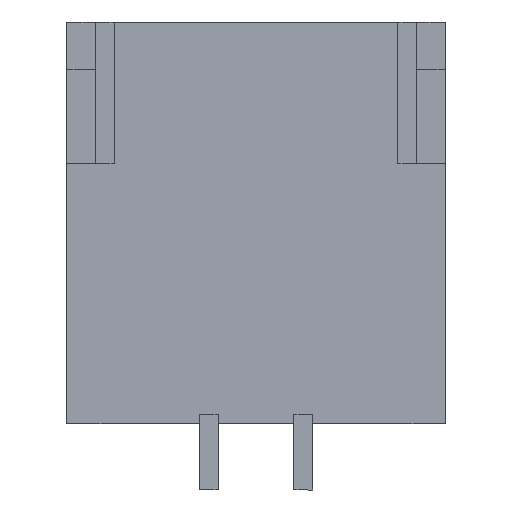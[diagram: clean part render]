
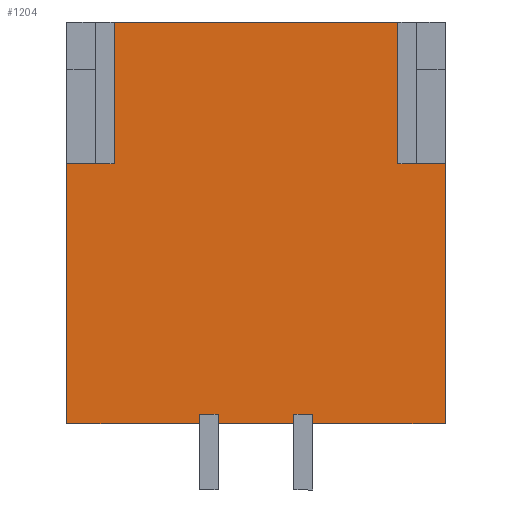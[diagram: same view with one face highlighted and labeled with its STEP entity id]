
A CAD part, front view. The second image highlights one B-rep face of the part: STEP entity #1204.
In plain terms, the highlighted planar face has unit normal (0, -1, 0).
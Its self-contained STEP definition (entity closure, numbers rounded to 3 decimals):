
#3 = CARTESIAN_POINT ( 'NONE',  ( -1.5, 0.355, 3.895 ) ) ;
#18 = VECTOR ( 'NONE', #166, 1000. ) ;
#22 = VERTEX_POINT ( 'NONE', #2650 ) ;
#100 = DIRECTION ( 'NONE',  ( -1., 0., 0. ) ) ;
#150 = DIRECTION ( 'NONE',  ( 0., 0., -1. ) ) ;
#166 = DIRECTION ( 'NONE',  ( 1., 0., 0. ) ) ;
#170 = ORIENTED_EDGE ( 'NONE', *, *, #804, .T. ) ;
#178 = EDGE_CURVE ( 'NONE', #894, #2656, #1778, .T. ) ;
#219 = ORIENTED_EDGE ( 'NONE', *, *, #1453, .F. ) ;
#228 = EDGE_CURVE ( 'NONE', #301, #2158, #624, .T. ) ;
#234 = DIRECTION ( 'NONE',  ( -1., 0., 0. ) ) ;
#240 = DIRECTION ( 'NONE',  ( -1., 0., 0. ) ) ;
#251 = LINE ( 'NONE', #1222, #1123 ) ;
#288 = EDGE_CURVE ( 'NONE', #301, #1247, #1655, .T. ) ;
#301 = VERTEX_POINT ( 'NONE', #2347 ) ;
#304 = LINE ( 'NONE', #683, #1749 ) ;
#325 = CARTESIAN_POINT ( 'NONE',  ( 1.5, 0.355, 3.895 ) ) ;
#331 = ORIENTED_EDGE ( 'NONE', *, *, #1285, .T. ) ;
#372 = EDGE_CURVE ( 'NONE', #926, #2656, #517, .T. ) ;
#376 = LINE ( 'NONE', #768, #668 ) ;
#404 = VECTOR ( 'NONE', #1869, 1000. ) ;
#423 = DIRECTION ( 'NONE',  ( -1., 0., 0. ) ) ;
#435 = VERTEX_POINT ( 'NONE', #1143 ) ;
#498 = ORIENTED_EDGE ( 'NONE', *, *, #2598, .F. ) ;
#517 = LINE ( 'NONE', #1340, #2303 ) ;
#559 = CARTESIAN_POINT ( 'NONE',  ( 1.5, 0.355, 3.895 ) ) ;
#571 = DIRECTION ( 'NONE',  ( 0., 0., -1. ) ) ;
#601 = CARTESIAN_POINT ( 'NONE',  ( 0.6, 0.355, 0.195 ) ) ;
#605 = DIRECTION ( 'NONE',  ( -1., 0., 0. ) ) ;
#618 = CARTESIAN_POINT ( 'NONE',  ( -0.6, 0.355, -0.255 ) ) ;
#624 = LINE ( 'NONE', #2246, #739 ) ;
#630 = CARTESIAN_POINT ( 'NONE',  ( -2., 0.355, -0.355 ) ) ;
#640 = ORIENTED_EDGE ( 'NONE', *, *, #1326, .T. ) ;
#660 = VERTEX_POINT ( 'NONE', #1805 ) ;
#668 = VECTOR ( 'NONE', #605, 1000. ) ;
#669 = ORIENTED_EDGE ( 'NONE', *, *, #1470, .T. ) ;
#683 = CARTESIAN_POINT ( 'NONE',  ( 1.5, 0.355, 2.395 ) ) ;
#695 = CARTESIAN_POINT ( 'NONE',  ( -1.5, 0.355, 2.395 ) ) ;
#696 = VECTOR ( 'NONE', #234, 1000. ) ;
#705 = CARTESIAN_POINT ( 'NONE',  ( 0.4, 0.355, 0.195 ) ) ;
#709 = VECTOR ( 'NONE', #240, 1000. ) ;
#721 = DIRECTION ( 'NONE',  ( 0., 0., -1. ) ) ;
#736 = ORIENTED_EDGE ( 'NONE', *, *, #1026, .F. ) ;
#739 = VECTOR ( 'NONE', #1033, 1000. ) ;
#766 = CARTESIAN_POINT ( 'NONE',  ( -2., 0.355, 2.395 ) ) ;
#768 = CARTESIAN_POINT ( 'NONE',  ( -2., 0.355, -0.355 ) ) ;
#790 = ORIENTED_EDGE ( 'NONE', *, *, #288, .F. ) ;
#804 = EDGE_CURVE ( 'NONE', #1062, #1563, #251, .T. ) ;
#811 = VECTOR ( 'NONE', #423, 1000. ) ;
#821 = DIRECTION ( 'NONE',  ( 0., 1., 0. ) ) ;
#825 = CARTESIAN_POINT ( 'NONE',  ( 2., 0.355, -0.355 ) ) ;
#830 = VECTOR ( 'NONE', #1560, 1000. ) ;
#864 = VERTEX_POINT ( 'NONE', #825 ) ;
#875 = CARTESIAN_POINT ( 'NONE',  ( -2., 0.355, -0.355 ) ) ;
#894 = VERTEX_POINT ( 'NONE', #695 ) ;
#909 = ORIENTED_EDGE ( 'NONE', *, *, #2100, .F. ) ;
#926 = VERTEX_POINT ( 'NONE', #325 ) ;
#992 = LINE ( 'NONE', #1996, #2262 ) ;
#994 = EDGE_CURVE ( 'NONE', #1062, #894, #2439, .T. ) ;
#1026 = EDGE_CURVE ( 'NONE', #1247, #1503, #992, .T. ) ;
#1033 = DIRECTION ( 'NONE',  ( 0., 0., -1. ) ) ;
#1062 = VERTEX_POINT ( 'NONE', #766 ) ;
#1093 = VECTOR ( 'NONE', #2013, 1000. ) ;
#1111 = ORIENTED_EDGE ( 'NONE', *, *, #178, .F. ) ;
#1112 = VERTEX_POINT ( 'NONE', #1233 ) ;
#1123 = VECTOR ( 'NONE', #2056, 1000. ) ;
#1143 = CARTESIAN_POINT ( 'NONE',  ( 0.4, 0.355, -0.355 ) ) ;
#1157 = CARTESIAN_POINT ( 'NONE',  ( -2., 0.355, -0.255 ) ) ;
#1204 = ADVANCED_FACE ( 'NONE', ( #2081 ), #1686, .F. ) ;
#1222 = CARTESIAN_POINT ( 'NONE',  ( -2., 0.355, -0.355 ) ) ;
#1229 = CARTESIAN_POINT ( 'NONE',  ( -2., 0.355, -0.355 ) ) ;
#1233 = CARTESIAN_POINT ( 'NONE',  ( 0.6, 0.355, -0.255 ) ) ;
#1247 = VERTEX_POINT ( 'NONE', #618 ) ;
#1265 = CARTESIAN_POINT ( 'NONE',  ( 2., 0.355, -0.355 ) ) ;
#1267 = CARTESIAN_POINT ( 'NONE',  ( 1.5, 0.355, 2.395 ) ) ;
#1285 = EDGE_CURVE ( 'NONE', #864, #22, #2101, .T. ) ;
#1293 = CARTESIAN_POINT ( 'NONE',  ( -2., 0.355, 3.895 ) ) ;
#1325 = EDGE_CURVE ( 'NONE', #2647, #435, #1714, .T. ) ;
#1326 = EDGE_CURVE ( 'NONE', #22, #2165, #304, .T. ) ;
#1340 = CARTESIAN_POINT ( 'NONE',  ( -2., 0.355, 3.895 ) ) ;
#1373 = CARTESIAN_POINT ( 'NONE',  ( -2., 0.355, 2.395 ) ) ;
#1453 = EDGE_CURVE ( 'NONE', #1112, #2647, #1991, .T. ) ;
#1470 = EDGE_CURVE ( 'NONE', #1112, #660, #2035, .T. ) ;
#1474 = ORIENTED_EDGE ( 'NONE', *, *, #2058, .F. ) ;
#1499 = VECTOR ( 'NONE', #1582, 1000. ) ;
#1502 = LINE ( 'NONE', #875, #811 ) ;
#1503 = VERTEX_POINT ( 'NONE', #2251 ) ;
#1560 = DIRECTION ( 'NONE',  ( 0., 0., 1. ) ) ;
#1563 = VERTEX_POINT ( 'NONE', #1229 ) ;
#1582 = DIRECTION ( 'NONE',  ( -1., 0., 0. ) ) ;
#1655 = LINE ( 'NONE', #2468, #696 ) ;
#1686 = PLANE ( 'NONE',  #2648 ) ;
#1714 = LINE ( 'NONE', #705, #1920 ) ;
#1749 = VECTOR ( 'NONE', #2173, 1000. ) ;
#1778 = LINE ( 'NONE', #2164, #830 ) ;
#1805 = CARTESIAN_POINT ( 'NONE',  ( 0.6, 0.355, -0.355 ) ) ;
#1848 = LINE ( 'NONE', #630, #709 ) ;
#1869 = DIRECTION ( 'NONE',  ( 0., 0., 1. ) ) ;
#1920 = VECTOR ( 'NONE', #721, 1000. ) ;
#1952 = EDGE_LOOP ( 'NONE', ( #2213, #219, #669, #1474, #331, #640, #909, #2482, #1111, #2377, #170, #2398, #736, #790, #2626, #498 ) ) ;
#1991 = LINE ( 'NONE', #1157, #1499 ) ;
#1996 = CARTESIAN_POINT ( 'NONE',  ( -0.6, 0.355, 0.195 ) ) ;
#2013 = DIRECTION ( 'NONE',  ( 0., 0., -1. ) ) ;
#2035 = LINE ( 'NONE', #601, #2604 ) ;
#2056 = DIRECTION ( 'NONE',  ( 0., 0., -1. ) ) ;
#2058 = EDGE_CURVE ( 'NONE', #864, #660, #376, .T. ) ;
#2074 = CARTESIAN_POINT ( 'NONE',  ( 0.4, 0.355, -0.255 ) ) ;
#2081 = FACE_OUTER_BOUND ( 'NONE', #1952, .T. ) ;
#2100 = EDGE_CURVE ( 'NONE', #926, #2165, #2412, .T. ) ;
#2101 = LINE ( 'NONE', #1265, #404 ) ;
#2124 = DIRECTION ( 'NONE',  ( 0., 0., 1. ) ) ;
#2158 = VERTEX_POINT ( 'NONE', #2298 ) ;
#2164 = CARTESIAN_POINT ( 'NONE',  ( -1.5, 0.355, 3.895 ) ) ;
#2165 = VERTEX_POINT ( 'NONE', #1267 ) ;
#2173 = DIRECTION ( 'NONE',  ( -1., 0., 0. ) ) ;
#2213 = ORIENTED_EDGE ( 'NONE', *, *, #1325, .F. ) ;
#2246 = CARTESIAN_POINT ( 'NONE',  ( -0.4, 0.355, 0.195 ) ) ;
#2251 = CARTESIAN_POINT ( 'NONE',  ( -0.6, 0.355, -0.355 ) ) ;
#2262 = VECTOR ( 'NONE', #150, 1000. ) ;
#2298 = CARTESIAN_POINT ( 'NONE',  ( -0.4, 0.355, -0.355 ) ) ;
#2303 = VECTOR ( 'NONE', #100, 1000. ) ;
#2347 = CARTESIAN_POINT ( 'NONE',  ( -0.4, 0.355, -0.255 ) ) ;
#2377 = ORIENTED_EDGE ( 'NONE', *, *, #994, .F. ) ;
#2398 = ORIENTED_EDGE ( 'NONE', *, *, #2578, .F. ) ;
#2412 = LINE ( 'NONE', #559, #1093 ) ;
#2439 = LINE ( 'NONE', #1373, #18 ) ;
#2468 = CARTESIAN_POINT ( 'NONE',  ( -2., 0.355, -0.255 ) ) ;
#2482 = ORIENTED_EDGE ( 'NONE', *, *, #372, .T. ) ;
#2578 = EDGE_CURVE ( 'NONE', #1503, #1563, #1502, .T. ) ;
#2598 = EDGE_CURVE ( 'NONE', #435, #2158, #1848, .T. ) ;
#2604 = VECTOR ( 'NONE', #571, 1000. ) ;
#2626 = ORIENTED_EDGE ( 'NONE', *, *, #228, .T. ) ;
#2647 = VERTEX_POINT ( 'NONE', #2074 ) ;
#2648 = AXIS2_PLACEMENT_3D ( 'NONE', #1293, #821, #2124 ) ;
#2650 = CARTESIAN_POINT ( 'NONE',  ( 2., 0.355, 2.395 ) ) ;
#2656 = VERTEX_POINT ( 'NONE', #3 ) ;
